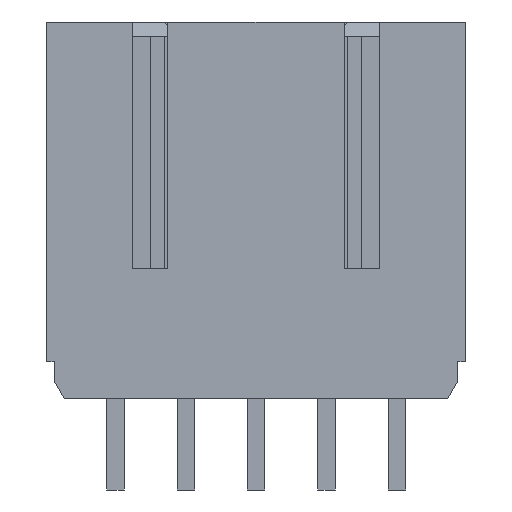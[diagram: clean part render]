
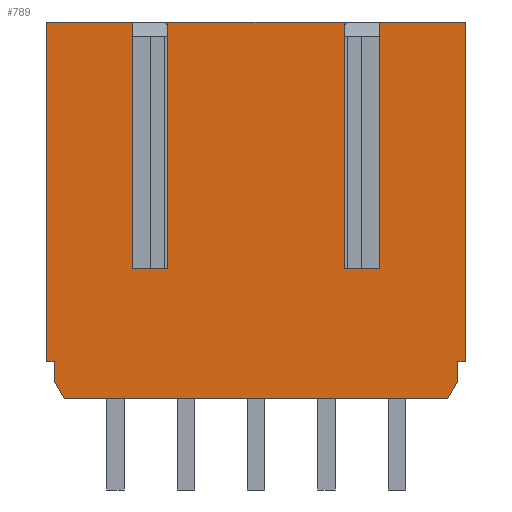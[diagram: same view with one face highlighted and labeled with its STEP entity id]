
A CAD part, front view. The second image highlights one B-rep face of the part: STEP entity #789.
In plain terms, the highlighted planar face has unit normal (0, -1, 0).
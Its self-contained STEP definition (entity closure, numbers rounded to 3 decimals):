
#48 = VERTEX_POINT('',#49);
#49 = CARTESIAN_POINT('',(-7.557,-2.54,0.));
#55 = EDGE_CURVE('',#48,#56,#58,.T.);
#56 = VERTEX_POINT('',#57);
#57 = CARTESIAN_POINT('',(-7.557,-2.54,-12.255));
#58 = LINE('',#59,#60);
#59 = CARTESIAN_POINT('',(-7.557,-2.54,0.));
#60 = VECTOR('',#61,1.);
#61 = DIRECTION('',(0.,0.,-1.));
#476 = VERTEX_POINT('',#477);
#477 = CARTESIAN_POINT('',(7.557,-2.54,0.));
#483 = EDGE_CURVE('',#484,#476,#486,.T.);
#484 = VERTEX_POINT('',#485);
#485 = CARTESIAN_POINT('',(4.447,-2.54,0.));
#486 = LINE('',#487,#488);
#487 = CARTESIAN_POINT('',(4.447,-2.54,0.));
#488 = VECTOR('',#489,1.);
#489 = DIRECTION('',(1.,0.,0.));
#654 = VERTEX_POINT('',#655);
#655 = CARTESIAN_POINT('',(-4.447,-2.54,0.));
#661 = EDGE_CURVE('',#48,#654,#662,.T.);
#662 = LINE('',#663,#664);
#663 = CARTESIAN_POINT('',(-7.557,-2.54,0.));
#664 = VECTOR('',#665,1.);
#665 = DIRECTION('',(1.,0.,0.));
#701 = VERTEX_POINT('',#702);
#702 = CARTESIAN_POINT('',(3.177,-2.54,0.));
#708 = EDGE_CURVE('',#709,#701,#711,.T.);
#709 = VERTEX_POINT('',#710);
#710 = CARTESIAN_POINT('',(-3.177,-2.54,0.));
#711 = LINE('',#712,#713);
#712 = CARTESIAN_POINT('',(-3.177,-2.54,0.));
#713 = VECTOR('',#714,1.);
#714 = DIRECTION('',(1.,0.,0.));
#762 = EDGE_CURVE('',#484,#763,#765,.T.);
#763 = VERTEX_POINT('',#764);
#764 = CARTESIAN_POINT('',(4.447,-2.54,-8.89));
#765 = LINE('',#766,#767);
#766 = CARTESIAN_POINT('',(4.447,-2.54,0.));
#767 = VECTOR('',#768,1.);
#768 = DIRECTION('',(0.,0.,-1.));
#789 = ADVANCED_FACE('',(#790),#913,.T.);
#790 = FACE_BOUND('',#791,.F.);
#791 = EDGE_LOOP('',(#792,#793,#794,#802,#810,#818,#827,#835,#843,#851,
    #860,#868,#874,#875,#876,#884,#892,#898,#899,#907));
#792 = ORIENTED_EDGE('',*,*,#762,.F.);
#793 = ORIENTED_EDGE('',*,*,#483,.T.);
#794 = ORIENTED_EDGE('',*,*,#795,.T.);
#795 = EDGE_CURVE('',#476,#796,#798,.T.);
#796 = VERTEX_POINT('',#797);
#797 = CARTESIAN_POINT('',(7.557,-2.54,-12.255));
#798 = LINE('',#799,#800);
#799 = CARTESIAN_POINT('',(7.557,-2.54,0.));
#800 = VECTOR('',#801,1.);
#801 = DIRECTION('',(0.,0.,-1.));
#802 = ORIENTED_EDGE('',*,*,#803,.T.);
#803 = EDGE_CURVE('',#796,#804,#806,.T.);
#804 = VERTEX_POINT('',#805);
#805 = CARTESIAN_POINT('',(7.282,-2.54,-12.255));
#806 = LINE('',#807,#808);
#807 = CARTESIAN_POINT('',(7.557,-2.54,-12.255));
#808 = VECTOR('',#809,1.);
#809 = DIRECTION('',(-1.,0.,0.));
#810 = ORIENTED_EDGE('',*,*,#811,.F.);
#811 = EDGE_CURVE('',#812,#804,#814,.T.);
#812 = VERTEX_POINT('',#813);
#813 = CARTESIAN_POINT('',(7.282,-2.54,-12.955));
#814 = LINE('',#815,#816);
#815 = CARTESIAN_POINT('',(7.282,-2.54,-12.955));
#816 = VECTOR('',#817,1.);
#817 = DIRECTION('',(0.,0.,1.));
#818 = ORIENTED_EDGE('',*,*,#819,.T.);
#819 = EDGE_CURVE('',#812,#820,#822,.T.);
#820 = VERTEX_POINT('',#821);
#821 = CARTESIAN_POINT('',(7.279,-2.54,-12.965));
#822 = CIRCLE('',#823,0.02);
#823 = AXIS2_PLACEMENT_3D('',#824,#825,#826);
#824 = CARTESIAN_POINT('',(7.262,-2.54,-12.955));
#825 = DIRECTION('',(0.,1.,0.));
#826 = DIRECTION('',(1.,0.,0.));
#827 = ORIENTED_EDGE('',*,*,#828,.F.);
#828 = EDGE_CURVE('',#829,#820,#831,.T.);
#829 = VERTEX_POINT('',#830);
#830 = CARTESIAN_POINT('',(6.918,-2.54,-13.59));
#831 = LINE('',#832,#833);
#832 = CARTESIAN_POINT('',(6.918,-2.54,-13.59));
#833 = VECTOR('',#834,1.);
#834 = DIRECTION('',(0.5,0.,0.866));
#835 = ORIENTED_EDGE('',*,*,#836,.F.);
#836 = EDGE_CURVE('',#837,#829,#839,.T.);
#837 = VERTEX_POINT('',#838);
#838 = CARTESIAN_POINT('',(-6.918,-2.54,-13.59));
#839 = LINE('',#840,#841);
#840 = CARTESIAN_POINT('',(-6.918,-2.54,-13.59));
#841 = VECTOR('',#842,1.);
#842 = DIRECTION('',(1.,0.,0.));
#843 = ORIENTED_EDGE('',*,*,#844,.F.);
#844 = EDGE_CURVE('',#845,#837,#847,.T.);
#845 = VERTEX_POINT('',#846);
#846 = CARTESIAN_POINT('',(-7.279,-2.54,-12.965));
#847 = LINE('',#848,#849);
#848 = CARTESIAN_POINT('',(-7.279,-2.54,-12.965));
#849 = VECTOR('',#850,1.);
#850 = DIRECTION('',(0.5,0.,-0.866));
#851 = ORIENTED_EDGE('',*,*,#852,.T.);
#852 = EDGE_CURVE('',#845,#853,#855,.T.);
#853 = VERTEX_POINT('',#854);
#854 = CARTESIAN_POINT('',(-7.282,-2.54,-12.955));
#855 = CIRCLE('',#856,0.02);
#856 = AXIS2_PLACEMENT_3D('',#857,#858,#859);
#857 = CARTESIAN_POINT('',(-7.262,-2.54,-12.955));
#858 = DIRECTION('',(0.,1.,0.));
#859 = DIRECTION('',(-0.866,0.,-0.5));
#860 = ORIENTED_EDGE('',*,*,#861,.F.);
#861 = EDGE_CURVE('',#862,#853,#864,.T.);
#862 = VERTEX_POINT('',#863);
#863 = CARTESIAN_POINT('',(-7.282,-2.54,-12.255));
#864 = LINE('',#865,#866);
#865 = CARTESIAN_POINT('',(-7.282,-2.54,-12.255));
#866 = VECTOR('',#867,1.);
#867 = DIRECTION('',(0.,0.,-1.));
#868 = ORIENTED_EDGE('',*,*,#869,.F.);
#869 = EDGE_CURVE('',#56,#862,#870,.T.);
#870 = LINE('',#871,#872);
#871 = CARTESIAN_POINT('',(-7.557,-2.54,-12.255));
#872 = VECTOR('',#873,1.);
#873 = DIRECTION('',(1.,0.,0.));
#874 = ORIENTED_EDGE('',*,*,#55,.F.);
#875 = ORIENTED_EDGE('',*,*,#661,.T.);
#876 = ORIENTED_EDGE('',*,*,#877,.T.);
#877 = EDGE_CURVE('',#654,#878,#880,.T.);
#878 = VERTEX_POINT('',#879);
#879 = CARTESIAN_POINT('',(-4.447,-2.54,-8.89));
#880 = LINE('',#881,#882);
#881 = CARTESIAN_POINT('',(-4.447,-2.54,0.));
#882 = VECTOR('',#883,1.);
#883 = DIRECTION('',(0.,0.,-1.));
#884 = ORIENTED_EDGE('',*,*,#885,.T.);
#885 = EDGE_CURVE('',#878,#886,#888,.T.);
#886 = VERTEX_POINT('',#887);
#887 = CARTESIAN_POINT('',(-3.177,-2.54,-8.89));
#888 = LINE('',#889,#890);
#889 = CARTESIAN_POINT('',(-4.447,-2.54,-8.89));
#890 = VECTOR('',#891,1.);
#891 = DIRECTION('',(1.,0.,0.));
#892 = ORIENTED_EDGE('',*,*,#893,.F.);
#893 = EDGE_CURVE('',#709,#886,#894,.T.);
#894 = LINE('',#895,#896);
#895 = CARTESIAN_POINT('',(-3.177,-2.54,0.));
#896 = VECTOR('',#897,1.);
#897 = DIRECTION('',(0.,0.,-1.));
#898 = ORIENTED_EDGE('',*,*,#708,.T.);
#899 = ORIENTED_EDGE('',*,*,#900,.T.);
#900 = EDGE_CURVE('',#701,#901,#903,.T.);
#901 = VERTEX_POINT('',#902);
#902 = CARTESIAN_POINT('',(3.177,-2.54,-8.89));
#903 = LINE('',#904,#905);
#904 = CARTESIAN_POINT('',(3.177,-2.54,0.));
#905 = VECTOR('',#906,1.);
#906 = DIRECTION('',(0.,0.,-1.));
#907 = ORIENTED_EDGE('',*,*,#908,.T.);
#908 = EDGE_CURVE('',#901,#763,#909,.T.);
#909 = LINE('',#910,#911);
#910 = CARTESIAN_POINT('',(3.177,-2.54,-8.89));
#911 = VECTOR('',#912,1.);
#912 = DIRECTION('',(1.,0.,0.));
#913 = PLANE('',#914);
#914 = AXIS2_PLACEMENT_3D('',#915,#916,#917);
#915 = CARTESIAN_POINT('',(-7.557,-2.54,0.));
#916 = DIRECTION('',(0.,-1.,0.));
#917 = DIRECTION('',(0.,0.,-1.));
